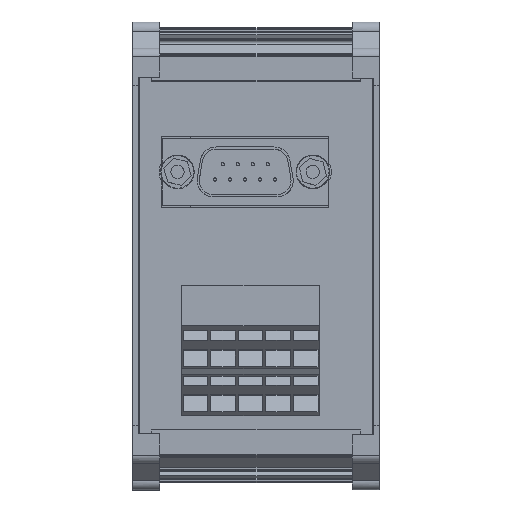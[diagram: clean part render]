
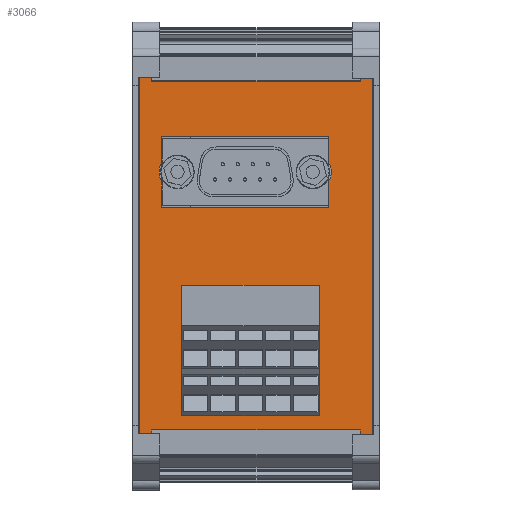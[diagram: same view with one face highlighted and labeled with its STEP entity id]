
A CAD part, top view. The second image highlights one B-rep face of the part: STEP entity #3066.
In plain terms, the highlighted planar face has unit normal (0, 0, 1).
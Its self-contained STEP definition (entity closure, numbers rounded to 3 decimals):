
#2890=AXIS2_PLACEMENT_3D('Plane Axis2P3D',#2887,#2888,#2889) ;
#2713=CARTESIAN_POINT('Vertex',(1.25,10.4,37.052)) ;
#2716=CARTESIAN_POINT('Line Origine',(1.25,43.3,37.052)) ;
#2720=CARTESIAN_POINT('Vertex',(1.25,76.2,37.052)) ;
#2775=CARTESIAN_POINT('Vertex',(42.,9.4,37.052)) ;
#2778=CARTESIAN_POINT('Line Origine',(22.75,9.4,37.052)) ;
#2782=CARTESIAN_POINT('Vertex',(3.5,9.4,37.052)) ;
#2823=CARTESIAN_POINT('Vertex',(44.25,76.,37.052)) ;
#2826=CARTESIAN_POINT('Line Origine',(44.25,43.1,37.052)) ;
#2830=CARTESIAN_POINT('Vertex',(44.25,10.2,37.052)) ;
#2862=CARTESIAN_POINT('Vertex',(3.5,77.2,37.052)) ;
#2865=CARTESIAN_POINT('Line Origine',(22.75,77.2,37.052)) ;
#2869=CARTESIAN_POINT('Vertex',(42.,77.2,37.052)) ;
#2887=CARTESIAN_POINT('Axis2P3D Location',(1.25,9.4,37.052)) ;
#2892=CARTESIAN_POINT('Line Origine',(3.5,76.7,37.052)) ;
#2896=CARTESIAN_POINT('Vertex',(3.5,76.2,37.052)) ;
#2899=CARTESIAN_POINT('Line Origine',(2.375,76.2,37.052)) ;
#2904=CARTESIAN_POINT('Line Origine',(2.375,10.4,37.052)) ;
#2908=CARTESIAN_POINT('Vertex',(3.5,10.4,37.052)) ;
#2911=CARTESIAN_POINT('Line Origine',(3.5,9.9,37.052)) ;
#2916=CARTESIAN_POINT('Line Origine',(42.,9.8,37.052)) ;
#2920=CARTESIAN_POINT('Vertex',(42.,10.2,37.052)) ;
#2923=CARTESIAN_POINT('Line Origine',(43.125,10.2,37.052)) ;
#2928=CARTESIAN_POINT('Line Origine',(43.125,76.,37.052)) ;
#2932=CARTESIAN_POINT('Vertex',(42.,76.,37.052)) ;
#2935=CARTESIAN_POINT('Line Origine',(42.,76.6,37.052)) ;
#2954=CARTESIAN_POINT('Line Origine',(21.74,15.17,37.052)) ;
#2958=CARTESIAN_POINT('Vertex',(34.44,15.17,37.052)) ;
#2960=CARTESIAN_POINT('Vertex',(9.04,15.17,37.052)) ;
#2963=CARTESIAN_POINT('Line Origine',(9.04,26.47,37.052)) ;
#2967=CARTESIAN_POINT('Vertex',(9.04,37.77,37.052)) ;
#2970=CARTESIAN_POINT('Line Origine',(21.74,37.77,37.052)) ;
#2974=CARTESIAN_POINT('Vertex',(34.44,37.77,37.052)) ;
#2977=CARTESIAN_POINT('Line Origine',(34.44,26.47,37.052)) ;
#2988=CARTESIAN_POINT('Line Origine',(36.195,62.768,37.052)) ;
#2992=CARTESIAN_POINT('Vertex',(36.195,60.336,37.052)) ;
#2994=CARTESIAN_POINT('Vertex',(36.195,65.2,37.052)) ;
#2998=CARTESIAN_POINT('Control Point',(36.195,60.336,37.052)) ;
#2999=CARTESIAN_POINT('Control Point',(36.374,60.035,37.052)) ;
#3000=CARTESIAN_POINT('Control Point',(36.512,59.709,37.052)) ;
#3001=CARTESIAN_POINT('Control Point',(36.605,59.366,37.052)) ;
#3002=CARTESIAN_POINT('Control Point',(36.691,58.678,37.052)) ;
#3003=CARTESIAN_POINT('Control Point',(36.593,57.992,37.052)) ;
#3004=CARTESIAN_POINT('Control Point',(36.501,57.665,37.052)) ;
#3005=CARTESIAN_POINT('Control Point',(36.367,57.353,37.052)) ;
#3006=CARTESIAN_POINT('Control Point',(36.195,57.064,37.052)) ;
#3007=CARTESIAN_POINT('Vertex',(36.195,57.064,37.052)) ;
#3010=CARTESIAN_POINT('Line Origine',(36.195,54.632,37.052)) ;
#3014=CARTESIAN_POINT('Vertex',(36.195,52.2,37.052)) ;
#3017=CARTESIAN_POINT('Line Origine',(20.745,52.2,37.052)) ;
#3021=CARTESIAN_POINT('Vertex',(5.295,52.2,37.052)) ;
#3024=CARTESIAN_POINT('Line Origine',(5.295,54.632,37.052)) ;
#3028=CARTESIAN_POINT('Vertex',(5.295,57.064,37.052)) ;
#3032=CARTESIAN_POINT('Control Point',(5.295,57.064,37.052)) ;
#3033=CARTESIAN_POINT('Control Point',(5.116,57.365,37.052)) ;
#3034=CARTESIAN_POINT('Control Point',(4.978,57.691,37.052)) ;
#3035=CARTESIAN_POINT('Control Point',(4.885,58.034,37.052)) ;
#3036=CARTESIAN_POINT('Control Point',(4.799,58.722,37.052)) ;
#3037=CARTESIAN_POINT('Control Point',(4.897,59.408,37.052)) ;
#3038=CARTESIAN_POINT('Control Point',(4.989,59.735,37.052)) ;
#3039=CARTESIAN_POINT('Control Point',(5.123,60.047,37.052)) ;
#3040=CARTESIAN_POINT('Control Point',(5.295,60.336,37.052)) ;
#3041=CARTESIAN_POINT('Vertex',(5.295,60.336,37.052)) ;
#3044=CARTESIAN_POINT('Line Origine',(5.295,62.768,37.052)) ;
#3048=CARTESIAN_POINT('Vertex',(5.295,65.2,37.052)) ;
#3051=CARTESIAN_POINT('Line Origine',(20.745,65.2,37.052)) ;
#2717=DIRECTION('Vector Direction',(0.,-1.,0.)) ;
#2779=DIRECTION('Vector Direction',(1.,0.,0.)) ;
#2827=DIRECTION('Vector Direction',(0.,1.,0.)) ;
#2866=DIRECTION('Vector Direction',(-1.,0.,0.)) ;
#2888=DIRECTION('Axis2P3D Direction',(0.,0.,1.)) ;
#2889=DIRECTION('Axis2P3D XDirection',(0.,-1.,0.)) ;
#2893=DIRECTION('Vector Direction',(0.,1.,0.)) ;
#2900=DIRECTION('Vector Direction',(1.,0.,0.)) ;
#2905=DIRECTION('Vector Direction',(-1.,0.,0.)) ;
#2912=DIRECTION('Vector Direction',(0.,1.,0.)) ;
#2917=DIRECTION('Vector Direction',(0.,-1.,0.)) ;
#2924=DIRECTION('Vector Direction',(-1.,0.,0.)) ;
#2929=DIRECTION('Vector Direction',(1.,0.,0.)) ;
#2936=DIRECTION('Vector Direction',(0.,-1.,0.)) ;
#2955=DIRECTION('Vector Direction',(-1.,0.,0.)) ;
#2964=DIRECTION('Vector Direction',(0.,-1.,0.)) ;
#2971=DIRECTION('Vector Direction',(-1.,0.,0.)) ;
#2978=DIRECTION('Vector Direction',(0.,-1.,0.)) ;
#2989=DIRECTION('Vector Direction',(0.,1.,0.)) ;
#3011=DIRECTION('Vector Direction',(0.,1.,0.)) ;
#3018=DIRECTION('Vector Direction',(1.,0.,0.)) ;
#3025=DIRECTION('Vector Direction',(0.,-1.,0.)) ;
#3045=DIRECTION('Vector Direction',(0.,-1.,0.)) ;
#3052=DIRECTION('Vector Direction',(-1.,0.,0.)) ;
#2718=VECTOR('Line Direction',#2717,1.) ;
#2780=VECTOR('Line Direction',#2779,1.) ;
#2828=VECTOR('Line Direction',#2827,1.) ;
#2867=VECTOR('Line Direction',#2866,1.) ;
#2894=VECTOR('Line Direction',#2893,1.) ;
#2901=VECTOR('Line Direction',#2900,1.) ;
#2906=VECTOR('Line Direction',#2905,1.) ;
#2913=VECTOR('Line Direction',#2912,1.) ;
#2918=VECTOR('Line Direction',#2917,1.) ;
#2925=VECTOR('Line Direction',#2924,1.) ;
#2930=VECTOR('Line Direction',#2929,1.) ;
#2937=VECTOR('Line Direction',#2936,1.) ;
#2956=VECTOR('Line Direction',#2955,1.) ;
#2965=VECTOR('Line Direction',#2964,1.) ;
#2972=VECTOR('Line Direction',#2971,1.) ;
#2979=VECTOR('Line Direction',#2978,1.) ;
#2990=VECTOR('Line Direction',#2989,1.) ;
#3012=VECTOR('Line Direction',#3011,1.) ;
#3019=VECTOR('Line Direction',#3018,1.) ;
#3026=VECTOR('Line Direction',#3025,1.) ;
#3046=VECTOR('Line Direction',#3045,1.) ;
#3053=VECTOR('Line Direction',#3052,1.) ;
#2941=ORIENTED_EDGE('',*,*,#2898,.F.) ;
#2942=ORIENTED_EDGE('',*,*,#2903,.F.) ;
#2943=ORIENTED_EDGE('',*,*,#2722,.T.) ;
#2944=ORIENTED_EDGE('',*,*,#2910,.F.) ;
#2945=ORIENTED_EDGE('',*,*,#2915,.F.) ;
#2946=ORIENTED_EDGE('',*,*,#2784,.T.) ;
#2947=ORIENTED_EDGE('',*,*,#2922,.F.) ;
#2948=ORIENTED_EDGE('',*,*,#2927,.F.) ;
#2949=ORIENTED_EDGE('',*,*,#2832,.T.) ;
#2950=ORIENTED_EDGE('',*,*,#2934,.F.) ;
#2951=ORIENTED_EDGE('',*,*,#2939,.F.) ;
#2952=ORIENTED_EDGE('',*,*,#2871,.T.) ;
#2983=ORIENTED_EDGE('',*,*,#2962,.T.) ;
#2984=ORIENTED_EDGE('',*,*,#2969,.F.) ;
#2985=ORIENTED_EDGE('',*,*,#2976,.F.) ;
#2986=ORIENTED_EDGE('',*,*,#2981,.T.) ;
#3057=ORIENTED_EDGE('',*,*,#2996,.F.) ;
#3058=ORIENTED_EDGE('',*,*,#3009,.T.) ;
#3059=ORIENTED_EDGE('',*,*,#3016,.F.) ;
#3060=ORIENTED_EDGE('',*,*,#3023,.F.) ;
#3061=ORIENTED_EDGE('',*,*,#3030,.F.) ;
#3062=ORIENTED_EDGE('',*,*,#3043,.T.) ;
#3063=ORIENTED_EDGE('',*,*,#3050,.F.) ;
#3064=ORIENTED_EDGE('',*,*,#3055,.F.) ;
#2987=FACE_BOUND('',#2982,.T.) ;
#3065=FACE_BOUND('',#3056,.T.) ;
#3066=ADVANCED_FACE('NONE',(#2953,#2987,#3065),#2891,.T.) ;
#2997=B_SPLINE_CURVE_WITH_KNOTS('',5,(#2998,#2999,#3000,#3001,#3002,#3003,#3004,#3005,#3006),.UNSPECIFIED.,.F.,.U.,(6,3,6),(0.,2.479,4.858),.UNSPECIFIED.) ;
#3031=B_SPLINE_CURVE_WITH_KNOTS('',5,(#3032,#3033,#3034,#3035,#3036,#3037,#3038,#3039,#3040),.UNSPECIFIED.,.F.,.U.,(6,3,6),(0.,2.479,4.858),.UNSPECIFIED.) ;
#2722=EDGE_CURVE('',#2721,#2714,#2719,.T.) ;
#2784=EDGE_CURVE('',#2783,#2776,#2781,.T.) ;
#2832=EDGE_CURVE('',#2831,#2824,#2829,.T.) ;
#2871=EDGE_CURVE('',#2870,#2863,#2868,.T.) ;
#2898=EDGE_CURVE('',#2897,#2863,#2895,.T.) ;
#2903=EDGE_CURVE('',#2721,#2897,#2902,.T.) ;
#2910=EDGE_CURVE('',#2909,#2714,#2907,.T.) ;
#2915=EDGE_CURVE('',#2783,#2909,#2914,.T.) ;
#2922=EDGE_CURVE('',#2921,#2776,#2919,.T.) ;
#2927=EDGE_CURVE('',#2831,#2921,#2926,.T.) ;
#2934=EDGE_CURVE('',#2933,#2824,#2931,.T.) ;
#2939=EDGE_CURVE('',#2870,#2933,#2938,.T.) ;
#2962=EDGE_CURVE('',#2959,#2961,#2957,.T.) ;
#2969=EDGE_CURVE('',#2968,#2961,#2966,.T.) ;
#2976=EDGE_CURVE('',#2975,#2968,#2973,.T.) ;
#2981=EDGE_CURVE('',#2975,#2959,#2980,.T.) ;
#2996=EDGE_CURVE('',#2993,#2995,#2991,.T.) ;
#3009=EDGE_CURVE('',#2993,#3008,#2997,.T.) ;
#3016=EDGE_CURVE('',#3015,#3008,#3013,.T.) ;
#3023=EDGE_CURVE('',#3022,#3015,#3020,.T.) ;
#3030=EDGE_CURVE('',#3029,#3022,#3027,.T.) ;
#3043=EDGE_CURVE('',#3029,#3042,#3031,.T.) ;
#3050=EDGE_CURVE('',#3049,#3042,#3047,.T.) ;
#3055=EDGE_CURVE('',#2995,#3049,#3054,.T.) ;
#2940=EDGE_LOOP('',(#2941,#2942,#2943,#2944,#2945,#2946,#2947,#2948,#2949,#2950,#2951,#2952)) ;
#2982=EDGE_LOOP('',(#2983,#2984,#2985,#2986)) ;
#3056=EDGE_LOOP('',(#3057,#3058,#3059,#3060,#3061,#3062,#3063,#3064)) ;
#2953=FACE_OUTER_BOUND('',#2940,.T.) ;
#2719=LINE('Line',#2716,#2718) ;
#2781=LINE('Line',#2778,#2780) ;
#2829=LINE('Line',#2826,#2828) ;
#2868=LINE('Line',#2865,#2867) ;
#2895=LINE('Line',#2892,#2894) ;
#2902=LINE('Line',#2899,#2901) ;
#2907=LINE('Line',#2904,#2906) ;
#2914=LINE('Line',#2911,#2913) ;
#2919=LINE('Line',#2916,#2918) ;
#2926=LINE('Line',#2923,#2925) ;
#2931=LINE('Line',#2928,#2930) ;
#2938=LINE('Line',#2935,#2937) ;
#2957=LINE('Line',#2954,#2956) ;
#2966=LINE('Line',#2963,#2965) ;
#2973=LINE('Line',#2970,#2972) ;
#2980=LINE('Line',#2977,#2979) ;
#2991=LINE('Line',#2988,#2990) ;
#3013=LINE('Line',#3010,#3012) ;
#3020=LINE('Line',#3017,#3019) ;
#3027=LINE('Line',#3024,#3026) ;
#3047=LINE('Line',#3044,#3046) ;
#3054=LINE('Line',#3051,#3053) ;
#2891=PLANE('',#2890) ;
#2714=VERTEX_POINT('',#2713) ;
#2721=VERTEX_POINT('',#2720) ;
#2776=VERTEX_POINT('',#2775) ;
#2783=VERTEX_POINT('',#2782) ;
#2824=VERTEX_POINT('',#2823) ;
#2831=VERTEX_POINT('',#2830) ;
#2863=VERTEX_POINT('',#2862) ;
#2870=VERTEX_POINT('',#2869) ;
#2897=VERTEX_POINT('',#2896) ;
#2909=VERTEX_POINT('',#2908) ;
#2921=VERTEX_POINT('',#2920) ;
#2933=VERTEX_POINT('',#2932) ;
#2959=VERTEX_POINT('',#2958) ;
#2961=VERTEX_POINT('',#2960) ;
#2968=VERTEX_POINT('',#2967) ;
#2975=VERTEX_POINT('',#2974) ;
#2993=VERTEX_POINT('',#2992) ;
#2995=VERTEX_POINT('',#2994) ;
#3008=VERTEX_POINT('',#3007) ;
#3015=VERTEX_POINT('',#3014) ;
#3022=VERTEX_POINT('',#3021) ;
#3029=VERTEX_POINT('',#3028) ;
#3042=VERTEX_POINT('',#3041) ;
#3049=VERTEX_POINT('',#3048) ;
